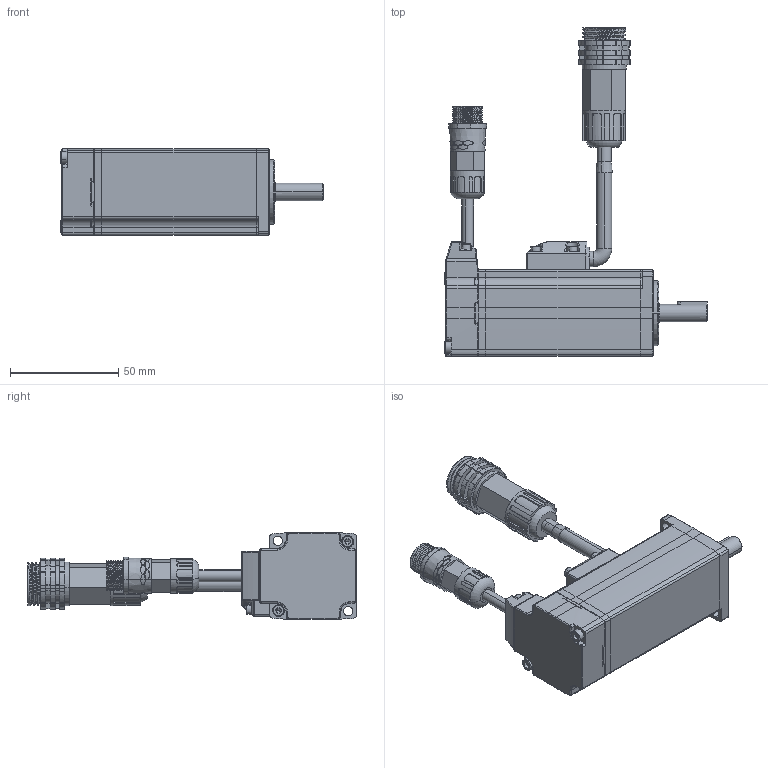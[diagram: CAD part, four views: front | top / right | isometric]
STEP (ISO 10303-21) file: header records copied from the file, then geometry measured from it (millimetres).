
FILE_DESCRIPTION (( 'STEP AP203' ), '1' );
FILE_NAME ('MXL-A5A0430LA242.STEP', '2022-08-04T05:14:22', ( '' ), ( '' ), 'SwSTEP 2.0', 'SolidWorks 2018', '' );
FILE_SCHEMA (( 'CONFIG_CONTROL_DESIGN' ));
Length unit declared in the file: millimetre
Products named in the file (1): MXL-A5A0430LA242
Bounding box: 121.5 x 151.99 x 40 mm (x, y, z)
Volume: 100061.1 mm3; surface area: 62518.9 mm2
Topology: 51 solids, 51 shells, 1785 faces, 4316 edges, 2664 vertices
Faces by surface type: plane 712, cylinder 611, cone 174, bspline 143, torus 114, sphere 31
Entity records: 74048 total; most frequent: CARTESIAN_POINT 32694, DIRECTION 8769, ORIENTED_EDGE 8512, EDGE_CURVE 4256, AXIS2_PLACEMENT_3D 3394, VERTEX_POINT 2660, VECTOR 1981, LINE 1981
